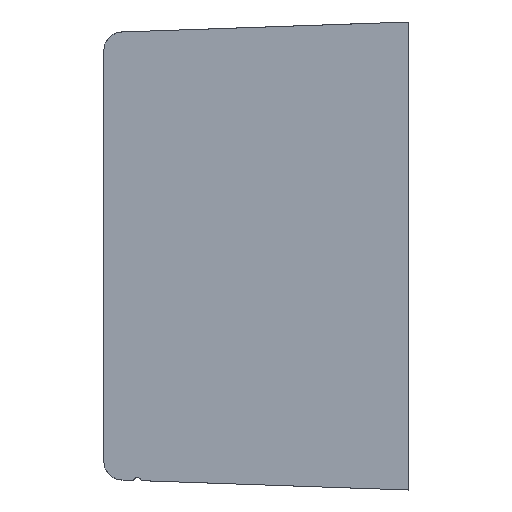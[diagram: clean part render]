
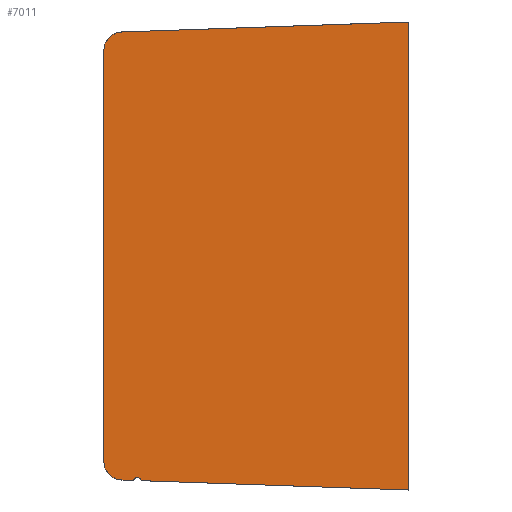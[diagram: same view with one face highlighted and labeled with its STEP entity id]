
A CAD part, left-side view. The second image highlights one B-rep face of the part: STEP entity #7011.
In plain terms, the highlighted planar face has unit normal (1, 0, 0).
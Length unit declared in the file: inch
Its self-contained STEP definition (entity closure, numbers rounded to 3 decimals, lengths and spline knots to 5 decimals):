
#39 = DIRECTION ( 'NONE',  ( 0., 0., -1. ) ) ;
#162 = EDGE_LOOP ( 'NONE', ( #6622, #7272, #1601, #24572, #20514, #14323, #21035, #23611 ) ) ;
#709 = DIRECTION ( 'NONE',  ( 0., 0., 1. ) ) ;
#871 = DIRECTION ( 'NONE',  ( 1., 0., 0. ) ) ;
#1068 = DIRECTION ( 'NONE',  ( 0., 0., -1. ) ) ;
#1575 = EDGE_CURVE ( 'NONE', #17755, #22457, #2314, .T. ) ;
#1601 = ORIENTED_EDGE ( 'NONE', *, *, #26606, .T. ) ;
#1975 = CIRCLE ( 'NONE', #21757, 0.2 ) ;
#2314 = LINE ( 'NONE', #10874, #13666 ) ;
#2728 = CARTESIAN_POINT ( 'NONE',  ( -0.9935, 3.25, 2.5 ) ) ;
#3090 = VERTEX_POINT ( 'NONE', #9008 ) ;
#3550 = AXIS2_PLACEMENT_3D ( 'NONE', #25673, #12801, #39 ) ;
#3733 = CARTESIAN_POINT ( 'NONE',  ( -0.9935, 2.93311, -2.39757 ) ) ;
#5463 = VERTEX_POINT ( 'NONE', #21034 ) ;
#5700 = CARTESIAN_POINT ( 'NONE',  ( -0.9935, 3.05698, 2.39325 ) ) ;
#5811 = FACE_OUTER_BOUND ( 'NONE', #162, .T. ) ;
#6622 = ORIENTED_EDGE ( 'NONE', *, *, #1575, .T. ) ;
#7011 = ADVANCED_FACE ( 'NONE', ( #5811 ), #15728, .T. ) ;
#7272 = ORIENTED_EDGE ( 'NONE', *, *, #24302, .T. ) ;
#7883 = DIRECTION ( 'NONE',  ( 0., -0.999, 0.035 ) ) ;
#8035 = DIRECTION ( 'NONE',  ( 0., 0.999, 0.035 ) ) ;
#8118 = VECTOR ( 'NONE', #7883, 39.37008 ) ;
#8308 = AXIS2_PLACEMENT_3D ( 'NONE', #22248, #9379, #24383 ) ;
#8417 = AXIS2_PLACEMENT_3D ( 'NONE', #13636, #871, #15812 ) ;
#9008 = CARTESIAN_POINT ( 'NONE',  ( -0.9935, 3.25, 2.19337 ) ) ;
#9222 = VERTEX_POINT ( 'NONE', #24921 ) ;
#9379 = DIRECTION ( 'NONE',  ( -1., 0., 0. ) ) ;
#9889 = VERTEX_POINT ( 'NONE', #23975 ) ;
#10029 = DIRECTION ( 'NONE',  ( 0., 0.999, 0.035 ) ) ;
#10568 = EDGE_CURVE ( 'NONE', #5463, #9222, #1975, .T. ) ;
#10849 = DIRECTION ( 'NONE',  ( 0., 0., -1. ) ) ;
#10874 = CARTESIAN_POINT ( 'NONE',  ( -0.9935, 0., 2.5 ) ) ;
#11438 = EDGE_CURVE ( 'NONE', #9889, #17755, #20240, .T. ) ;
#11604 = CARTESIAN_POINT ( 'NONE',  ( -0.9935, 0., -2.5 ) ) ;
#11623 = VERTEX_POINT ( 'NONE', #23383 ) ;
#11967 = LINE ( 'NONE', #3733, #22745 ) ;
#12760 = CIRCLE ( 'NONE', #8308, 0.045 ) ;
#12801 = DIRECTION ( 'NONE',  ( 1., 0., 0. ) ) ;
#13636 = CARTESIAN_POINT ( 'NONE',  ( -0.9935, 3.25, 2.5 ) ) ;
#13666 = VECTOR ( 'NONE', #10849, 39.37008 ) ;
#13833 = DIRECTION ( 'NONE',  ( 1., 0., 0. ) ) ;
#14323 = ORIENTED_EDGE ( 'NONE', *, *, #27083, .T. ) ;
#14412 = VERTEX_POINT ( 'NONE', #25207 ) ;
#14680 = VECTOR ( 'NONE', #10029, 39.37008 ) ;
#15371 = LINE ( 'NONE', #16402, #14680 ) ;
#15728 = PLANE ( 'NONE',  #8417 ) ;
#15812 = DIRECTION ( 'NONE',  ( 0., 1., 0. ) ) ;
#16402 = CARTESIAN_POINT ( 'NONE',  ( -0.9935, 0., -2.5 ) ) ;
#16698 = CIRCLE ( 'NONE', #3550, 0.2 ) ;
#17587 = VECTOR ( 'NONE', #709, 39.37008 ) ;
#17755 = VERTEX_POINT ( 'NONE', #19014 ) ;
#19014 = CARTESIAN_POINT ( 'NONE',  ( -0.9935, 0., 2.5 ) ) ;
#20240 = LINE ( 'NONE', #5700, #8118 ) ;
#20514 = ORIENTED_EDGE ( 'NONE', *, *, #10568, .T. ) ;
#21034 = CARTESIAN_POINT ( 'NONE',  ( -0.9935, 3.05698, -2.39325 ) ) ;
#21035 = ORIENTED_EDGE ( 'NONE', *, *, #22725, .T. ) ;
#21757 = AXIS2_PLACEMENT_3D ( 'NONE', #26684, #13833, #1068 ) ;
#22248 = CARTESIAN_POINT ( 'NONE',  ( -0.9935, 2.89106, -2.41359 ) ) ;
#22457 = VERTEX_POINT ( 'NONE', #11604 ) ;
#22725 = EDGE_CURVE ( 'NONE', #3090, #9889, #16698, .T. ) ;
#22745 = VECTOR ( 'NONE', #8035, 39.37008 ) ;
#23302 = LINE ( 'NONE', #2728, #17587 ) ;
#23383 = CARTESIAN_POINT ( 'NONE',  ( -0.9935, 2.84799, -2.40055 ) ) ;
#23611 = ORIENTED_EDGE ( 'NONE', *, *, #11438, .T. ) ;
#23975 = CARTESIAN_POINT ( 'NONE',  ( -0.9935, 3.05698, 2.39325 ) ) ;
#24302 = EDGE_CURVE ( 'NONE', #22457, #11623, #15371, .T. ) ;
#24348 = EDGE_CURVE ( 'NONE', #14412, #5463, #11967, .T. ) ;
#24383 = DIRECTION ( 'NONE',  ( 0., -1., 0. ) ) ;
#24572 = ORIENTED_EDGE ( 'NONE', *, *, #24348, .T. ) ;
#24921 = CARTESIAN_POINT ( 'NONE',  ( -0.9935, 3.25, -2.19337 ) ) ;
#25207 = CARTESIAN_POINT ( 'NONE',  ( -0.9935, 2.93311, -2.39757 ) ) ;
#25673 = CARTESIAN_POINT ( 'NONE',  ( -0.9935, 3.05, 2.19337 ) ) ;
#26606 = EDGE_CURVE ( 'NONE', #11623, #14412, #12760, .T. ) ;
#26684 = CARTESIAN_POINT ( 'NONE',  ( -0.9935, 3.05, -2.19337 ) ) ;
#27083 = EDGE_CURVE ( 'NONE', #9222, #3090, #23302, .T. ) ;
